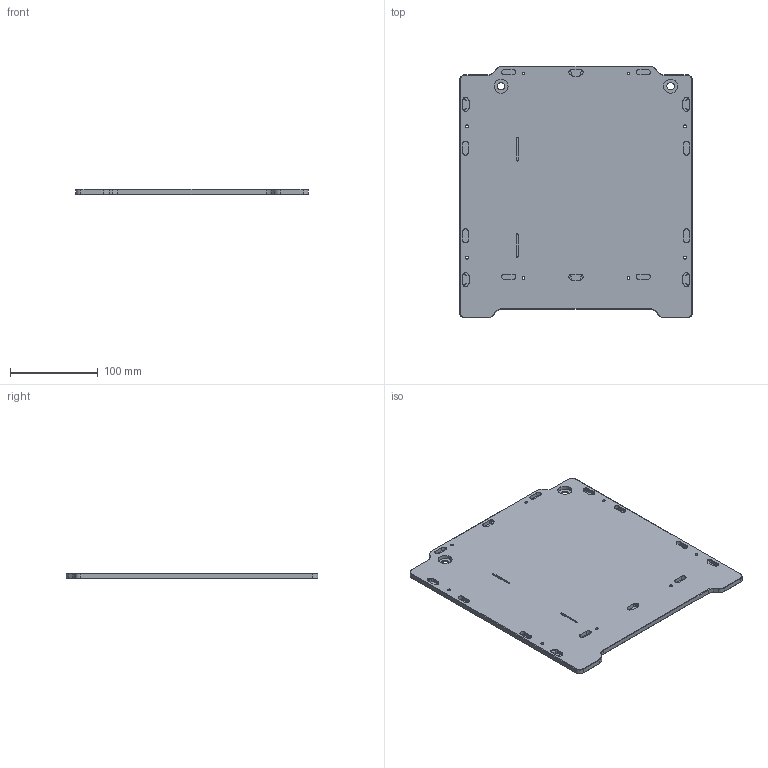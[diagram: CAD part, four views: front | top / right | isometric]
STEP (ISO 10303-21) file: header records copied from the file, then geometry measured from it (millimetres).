
FILE_DESCRIPTION (( 'STEP AP203' ), '1' );
FILE_NAME ('1713-01.STEP', '2014-11-19T13:38:09', ( '' ), ( '' ), 'SwSTEP 2.0', 'SolidWorks 2014', '' );
FILE_SCHEMA (( 'CONFIG_CONTROL_DESIGN' ));
Length unit declared in the file: millimetre
Products named in the file (1): 1713-01
Bounding box: 265.7 x 287.5 x 6 mm (x, y, z)
Volume: 433435.6 mm3; surface area: 156891.6 mm2
Topology: 1 solids, 1 shells, 244 faces, 600 edges, 376 vertices
Faces by surface type: plane 112, cylinder 108, cone 24
Entity records: 7305 total; most frequent: DIRECTION 1330, CARTESIAN_POINT 1221, ORIENTED_EDGE 1200, EDGE_CURVE 600, AXIS2_PLACEMENT_3D 485, VERTEX_POINT 376, LINE 360, VECTOR 360
